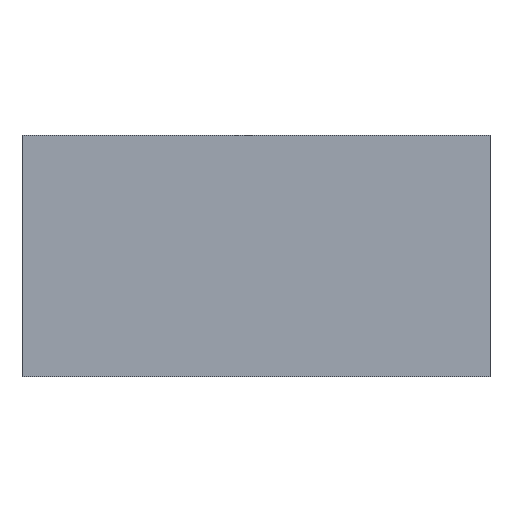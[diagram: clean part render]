
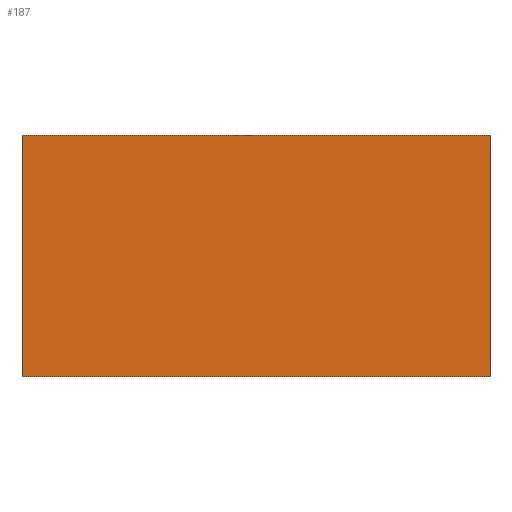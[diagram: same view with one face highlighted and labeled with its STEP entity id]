
A CAD part, top view. The second image highlights one B-rep face of the part: STEP entity #187.
In plain terms, the highlighted planar face has unit normal (0, 0, 1).
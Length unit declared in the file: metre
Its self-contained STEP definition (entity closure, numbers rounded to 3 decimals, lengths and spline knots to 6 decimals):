
#32=ORIENTED_EDGE('',*,*,#70,.F.);
#33=ORIENTED_EDGE('',*,*,#73,.T.);
#34=ORIENTED_EDGE('',*,*,#75,.T.);
#35=ORIENTED_EDGE('',*,*,#62,.F.);
#62=EDGE_CURVE('',#86,#87,#102,.T.);
#70=EDGE_CURVE('',#93,#86,#110,.T.);
#73=EDGE_CURVE('',#93,#95,#113,.T.);
#75=EDGE_CURVE('',#95,#87,#115,.T.);
#86=VERTEX_POINT('',#272);
#87=VERTEX_POINT('',#274);
#93=VERTEX_POINT('',#288);
#95=VERTEX_POINT('',#294);
#102=LINE('',#273,#126);
#110=LINE('',#289,#134);
#113=LINE('',#295,#137);
#115=LINE('',#298,#139);
#126=VECTOR('',#224,1.);
#134=VECTOR('',#234,1.);
#137=VECTOR('',#239,1.);
#139=VECTOR('',#243,1.);
#153=EDGE_LOOP('',(#32,#33,#34,#35));
#165=FACE_BOUND('',#153,.T.);
#176=PLANE('',#211);
#187=ADVANCED_FACE('',(#165),#176,.T.);
#211=AXIS2_PLACEMENT_3D('',#299,#244,#245);
#224=DIRECTION('',(0.,-1.,0.));
#234=DIRECTION('',(1.,0.,0.));
#239=DIRECTION('',(0.,-1.,0.));
#243=DIRECTION('',(1.,0.,0.));
#244=DIRECTION('',(0.,0.,1.));
#245=DIRECTION('',(1.,0.,0.));
#272=CARTESIAN_POINT('',(0.0775,0.04,0.013));
#273=CARTESIAN_POINT('',(0.0775,0.,0.013));
#274=CARTESIAN_POINT('',(0.0775,-0.04,0.013));
#288=CARTESIAN_POINT('',(-0.0775,0.04,0.013));
#289=CARTESIAN_POINT('',(0.,0.04,0.013));
#294=CARTESIAN_POINT('',(-0.0775,-0.04,0.013));
#295=CARTESIAN_POINT('',(-0.0775,0.,0.013));
#298=CARTESIAN_POINT('',(0.,-0.04,0.013));
#299=CARTESIAN_POINT('',(0.,0.,0.013));
